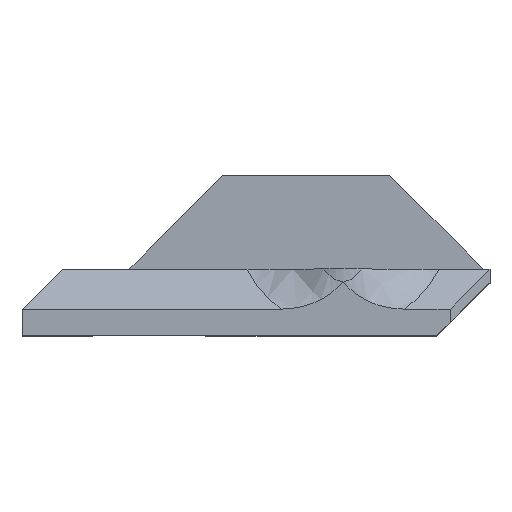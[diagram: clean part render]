
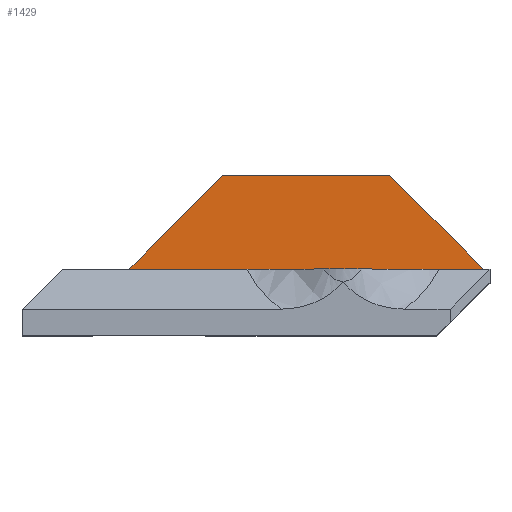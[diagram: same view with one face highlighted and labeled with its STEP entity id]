
A CAD part, top view. The second image highlights one B-rep face of the part: STEP entity #1429.
In plain terms, the highlighted planar face has unit normal (0, 0, 1).
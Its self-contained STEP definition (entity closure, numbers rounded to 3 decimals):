
#123=PLANE('',#1535);
#206=FACE_OUTER_BOUND('',#296,.T.);
#296=EDGE_LOOP('',(#1347,#1348,#1349,#1350));
#411=LINE('',#2408,#570);
#418=LINE('',#2422,#577);
#420=LINE('',#2427,#579);
#424=LINE('',#2435,#583);
#570=VECTOR('',#1768,10.);
#577=VECTOR('',#1779,10.);
#579=VECTOR('',#1785,10.);
#583=VECTOR('',#1795,10.);
#734=VERTEX_POINT('',#2405);
#735=VERTEX_POINT('',#2407);
#739=VERTEX_POINT('',#2419);
#740=VERTEX_POINT('',#2421);
#909=EDGE_CURVE('',#734,#735,#411,.T.);
#916=EDGE_CURVE('',#739,#740,#418,.T.);
#919=EDGE_CURVE('',#735,#739,#420,.T.);
#923=EDGE_CURVE('',#740,#734,#424,.T.);
#1347=ORIENTED_EDGE('',*,*,#909,.F.);
#1348=ORIENTED_EDGE('',*,*,#923,.F.);
#1349=ORIENTED_EDGE('',*,*,#916,.F.);
#1350=ORIENTED_EDGE('',*,*,#919,.F.);
#1429=ADVANCED_FACE('',(#206),#123,.T.);
#1535=AXIS2_PLACEMENT_3D('',#2498,#1861,#1862);
#1768=DIRECTION('',(-1.,0.,0.));
#1779=DIRECTION('',(1.,0.,0.));
#1785=DIRECTION('',(0.707,0.707,0.));
#1795=DIRECTION('',(0.707,-0.707,0.));
#1861=DIRECTION('center_axis',(0.,0.,1.));
#1862=DIRECTION('ref_axis',(1.,0.,0.));
#2405=CARTESIAN_POINT('',(0.571,5.,2.356));
#2407=CARTESIAN_POINT('',(-25.929,5.,2.356));
#2408=CARTESIAN_POINT('',(-16.679,5.,2.356));
#2419=CARTESIAN_POINT('',(-18.929,12.,2.356));
#2421=CARTESIAN_POINT('',(-6.429,12.,2.356));
#2422=CARTESIAN_POINT('',(-18.929,12.,2.356));
#2427=CARTESIAN_POINT('',(-22.429,8.5,2.356));
#2435=CARTESIAN_POINT('',(-6.054,11.625,2.356));
#2498=CARTESIAN_POINT('Origin',(-18.929,5.,2.356));
